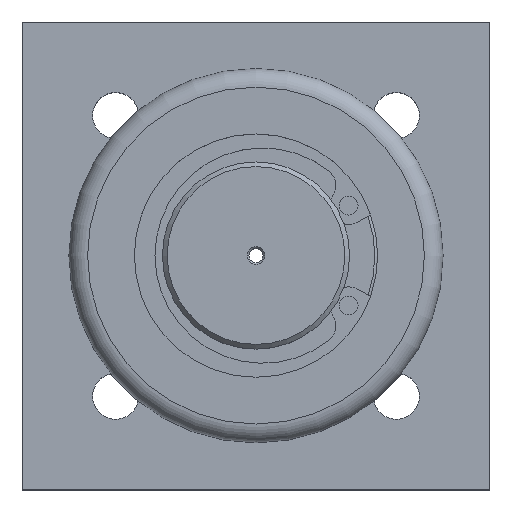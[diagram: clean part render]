
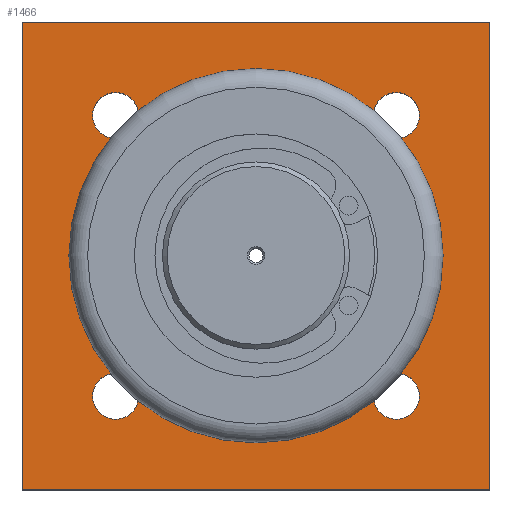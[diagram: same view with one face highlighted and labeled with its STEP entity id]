
A CAD part, top view. The second image highlights one B-rep face of the part: STEP entity #1466.
In plain terms, the highlighted planar face has unit normal (0, 0, 1).
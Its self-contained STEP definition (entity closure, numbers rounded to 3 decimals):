
#85=LINE('',#2463,#172);
#88=LINE('',#2469,#175);
#91=LINE('',#2475,#178);
#94=LINE('',#2479,#181);
#172=VECTOR('',#1961,10.);
#175=VECTOR('',#1966,10.);
#178=VECTOR('',#1971,10.);
#181=VECTOR('',#1976,10.);
#243=FACE_BOUND('',#381,.T.);
#244=FACE_BOUND('',#382,.T.);
#245=FACE_BOUND('',#383,.T.);
#246=FACE_BOUND('',#384,.T.);
#247=FACE_BOUND('',#385,.T.);
#293=FACE_OUTER_BOUND('',#380,.T.);
#380=EDGE_LOOP('',(#1112,#1113,#1114,#1115));
#381=EDGE_LOOP('',(#1116));
#382=EDGE_LOOP('',(#1117,#1118));
#383=EDGE_LOOP('',(#1119,#1120));
#384=EDGE_LOOP('',(#1121,#1122));
#385=EDGE_LOOP('',(#1123,#1124));
#483=CIRCLE('',#1577,12.3);
#508=CIRCLE('',#1613,2.459);
#509=CIRCLE('',#1614,2.459);
#511=CIRCLE('',#1617,2.459);
#512=CIRCLE('',#1618,2.459);
#514=CIRCLE('',#1621,2.459);
#515=CIRCLE('',#1622,2.459);
#517=CIRCLE('',#1625,2.459);
#518=CIRCLE('',#1626,2.459);
#620=VERTEX_POINT('',#2355);
#645=VERTEX_POINT('',#2425);
#646=VERTEX_POINT('',#2426);
#648=VERTEX_POINT('',#2433);
#649=VERTEX_POINT('',#2434);
#651=VERTEX_POINT('',#2441);
#652=VERTEX_POINT('',#2442);
#654=VERTEX_POINT('',#2449);
#655=VERTEX_POINT('',#2450);
#659=VERTEX_POINT('',#2460);
#660=VERTEX_POINT('',#2462);
#662=VERTEX_POINT('',#2468);
#664=VERTEX_POINT('',#2474);
#780=EDGE_CURVE('',#620,#620,#483,.T.);
#813=EDGE_CURVE('',#645,#646,#508,.T.);
#814=EDGE_CURVE('',#646,#645,#509,.T.);
#817=EDGE_CURVE('',#648,#649,#511,.T.);
#818=EDGE_CURVE('',#649,#648,#512,.T.);
#821=EDGE_CURVE('',#651,#652,#514,.T.);
#822=EDGE_CURVE('',#652,#651,#515,.T.);
#825=EDGE_CURVE('',#654,#655,#517,.T.);
#826=EDGE_CURVE('',#655,#654,#518,.T.);
#831=EDGE_CURVE('',#660,#659,#85,.T.);
#834=EDGE_CURVE('',#662,#660,#88,.T.);
#837=EDGE_CURVE('',#664,#662,#91,.T.);
#840=EDGE_CURVE('',#659,#664,#94,.T.);
#1112=ORIENTED_EDGE('',*,*,#840,.T.);
#1113=ORIENTED_EDGE('',*,*,#837,.T.);
#1114=ORIENTED_EDGE('',*,*,#834,.T.);
#1115=ORIENTED_EDGE('',*,*,#831,.T.);
#1116=ORIENTED_EDGE('',*,*,#780,.T.);
#1117=ORIENTED_EDGE('',*,*,#813,.T.);
#1118=ORIENTED_EDGE('',*,*,#814,.T.);
#1119=ORIENTED_EDGE('',*,*,#817,.T.);
#1120=ORIENTED_EDGE('',*,*,#818,.T.);
#1121=ORIENTED_EDGE('',*,*,#821,.T.);
#1122=ORIENTED_EDGE('',*,*,#822,.T.);
#1123=ORIENTED_EDGE('',*,*,#825,.T.);
#1124=ORIENTED_EDGE('',*,*,#826,.T.);
#1414=PLANE('',#1632);
#1466=ADVANCED_FACE('',(#293,#243,#244,#245,#246,#247),#1414,.T.);
#1577=AXIS2_PLACEMENT_3D('',#2357,#1843,#1844);
#1613=AXIS2_PLACEMENT_3D('',#2427,#1923,#1924);
#1614=AXIS2_PLACEMENT_3D('',#2428,#1925,#1926);
#1617=AXIS2_PLACEMENT_3D('',#2435,#1932,#1933);
#1618=AXIS2_PLACEMENT_3D('',#2436,#1934,#1935);
#1621=AXIS2_PLACEMENT_3D('',#2443,#1941,#1942);
#1622=AXIS2_PLACEMENT_3D('',#2444,#1943,#1944);
#1625=AXIS2_PLACEMENT_3D('',#2451,#1950,#1951);
#1626=AXIS2_PLACEMENT_3D('',#2452,#1952,#1953);
#1632=AXIS2_PLACEMENT_3D('',#2480,#1977,#1978);
#1843=DIRECTION('center_axis',(0.,0.,-1.));
#1844=DIRECTION('ref_axis',(0.,-1.,0.));
#1923=DIRECTION('center_axis',(0.,0.,-1.));
#1924=DIRECTION('ref_axis',(1.,0.,0.));
#1925=DIRECTION('center_axis',(0.,0.,-1.));
#1926=DIRECTION('ref_axis',(1.,0.,0.));
#1932=DIRECTION('center_axis',(0.,0.,-1.));
#1933=DIRECTION('ref_axis',(1.,0.,0.));
#1934=DIRECTION('center_axis',(0.,0.,-1.));
#1935=DIRECTION('ref_axis',(1.,0.,0.));
#1941=DIRECTION('center_axis',(0.,0.,-1.));
#1942=DIRECTION('ref_axis',(1.,0.,0.));
#1943=DIRECTION('center_axis',(0.,0.,-1.));
#1944=DIRECTION('ref_axis',(1.,0.,0.));
#1950=DIRECTION('center_axis',(0.,0.,-1.));
#1951=DIRECTION('ref_axis',(1.,0.,0.));
#1952=DIRECTION('center_axis',(0.,0.,-1.));
#1953=DIRECTION('ref_axis',(1.,0.,0.));
#1961=DIRECTION('',(0.,-1.,0.));
#1966=DIRECTION('',(-1.,0.,0.));
#1971=DIRECTION('',(0.,1.,0.));
#1976=DIRECTION('',(1.,0.,0.));
#1977=DIRECTION('center_axis',(0.,0.,1.));
#1978=DIRECTION('ref_axis',(1.,0.,0.));
#2355=CARTESIAN_POINT('',(0.,12.3,8.));
#2357=CARTESIAN_POINT('Origin',(0.,0.,8.));
#2425=CARTESIAN_POINT('',(17.459,-15.,8.));
#2426=CARTESIAN_POINT('',(12.542,-15.,8.));
#2427=CARTESIAN_POINT('Origin',(15.,-15.,8.));
#2428=CARTESIAN_POINT('Origin',(15.,-15.,8.));
#2433=CARTESIAN_POINT('',(-12.542,15.,8.));
#2434=CARTESIAN_POINT('',(-17.459,15.,8.));
#2435=CARTESIAN_POINT('Origin',(-15.,15.,8.));
#2436=CARTESIAN_POINT('Origin',(-15.,15.,8.));
#2441=CARTESIAN_POINT('',(17.459,15.,8.));
#2442=CARTESIAN_POINT('',(12.542,15.,8.));
#2443=CARTESIAN_POINT('Origin',(15.,15.,8.));
#2444=CARTESIAN_POINT('Origin',(15.,15.,8.));
#2449=CARTESIAN_POINT('',(-12.542,-15.,8.));
#2450=CARTESIAN_POINT('',(-17.459,-15.,8.));
#2451=CARTESIAN_POINT('Origin',(-15.,-15.,8.));
#2452=CARTESIAN_POINT('Origin',(-15.,-15.,8.));
#2460=CARTESIAN_POINT('',(-25.,-25.,8.));
#2462=CARTESIAN_POINT('',(-25.,25.,8.));
#2463=CARTESIAN_POINT('',(-25.,25.,8.));
#2468=CARTESIAN_POINT('',(25.,25.,8.));
#2469=CARTESIAN_POINT('',(25.,25.,8.));
#2474=CARTESIAN_POINT('',(25.,-25.,8.));
#2475=CARTESIAN_POINT('',(25.,-25.,8.));
#2479=CARTESIAN_POINT('',(-25.,-25.,8.));
#2480=CARTESIAN_POINT('Origin',(0.,0.,
8.));
